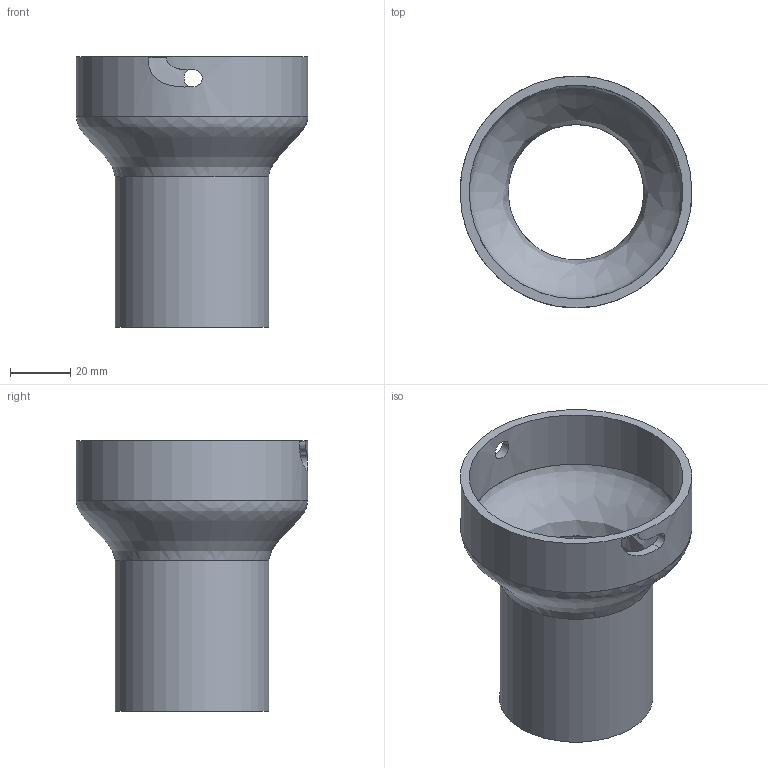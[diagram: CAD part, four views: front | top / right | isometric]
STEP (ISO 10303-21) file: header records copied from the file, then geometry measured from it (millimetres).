
FILE_DESCRIPTION(/* description */ ('STEP AP242','CAx-IF Rec.Pracs.---Representation and Presentation of Product Manufacturing Information (PMI)---4.0---2014-10-13','CAx-IF Rec.Pracs.---3D Tessellated Geometry---0.4---2014-09-14','2;1'),/* implementation_level */ '2;1');
FILE_NAME(/* name */ '643e9bea05069b1ce4bfc26a',/* time_stamp */ '2023-04-18T13:32:27+00:00',/* author */ (''),/* organization */ (''),/* preprocessor_version */ 'ST-DEVELOPER v18.102',/* originating_system */ ' ',/* authorisation */ ' ');
FILE_SCHEMA (('AP242_MANAGED_MODEL_BASED_3D_ENGINEERING_MIM_LF { 1 0 10303 442 1 1 4 }'));
Length unit declared in the file: metre
Products named in the file (3): Middle; Dust collector; DeWalt
Bounding box: 77 x 77 x 90 mm (x, y, z)
Volume: 50064.3 mm3; surface area: 37027.5 mm2
Topology: 3 solids, 3 shells, 19 faces, 39 edges, 26 vertices
Faces by surface type: plane 9, cylinder 6, bspline 4
Full cylindrical faces by diameter (mm): 6.4 x1, 45 x1, 51 x1, 71 x1, 77 x1
Entity records: 1334 total; most frequent: CARTESIAN_POINT 886, DIRECTION 68, ORIENTED_EDGE 64, EDGE_LOOP 36, FACE_BOUND 36, EDGE_CURVE 32, AXIS2_PLACEMENT_3D 30, VERTEX_POINT 26
